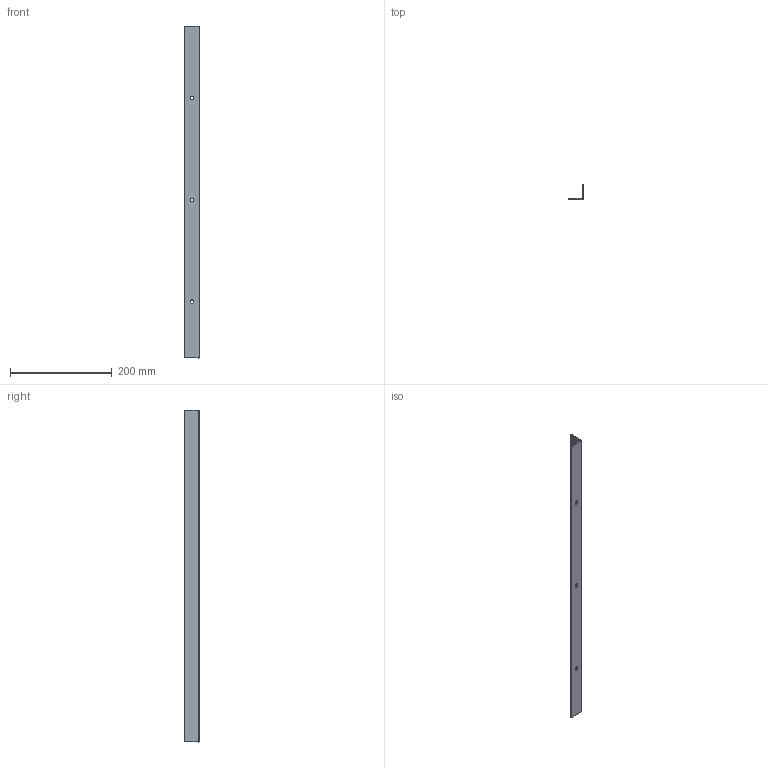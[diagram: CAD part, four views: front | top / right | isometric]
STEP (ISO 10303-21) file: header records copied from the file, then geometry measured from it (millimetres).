
FILE_DESCRIPTION(/* description */ (''),/* implementation_level */ '2;1');
FILE_NAME(/* name */ 'AC2_C_EA_25VT_01.step',/* time_stamp */ '2022-03-16T12:18:59+00:00',/* author */ (''),/* organization */ (''),/* preprocessor_version */ 'ST-DEVELOPER v18.1',/* originating_system */ 'Autodesk Translation Framework v10.13.0.1454',/* authorisation */ '');
FILE_SCHEMA (('AUTOMOTIVE_DESIGN { 1 0 10303 214 3 1 1 }'));
Length unit declared in the file: millimetre
Products named in the file (2): AC2_C_EA_25VT; AC2_C_EA_25VT_1
Assembly tree (1 placements, depth 2):
  AC2_C_EA_25VT
    AC2_C_EA_25VT_1
Bounding box: 30 x 30 x 653 mm (x, y, z)
Volume: 75412 mm3; surface area: 78072.3 mm2
Topology: 1 solids, 1 shells, 13 faces, 33 edges, 22 vertices
Faces by surface type: plane 8, cylinder 5
Full cylindrical faces by diameter (mm): 7 x3
Entity records: 462 total; most frequent: DIRECTION 75, CARTESIAN_POINT 71, ORIENTED_EDGE 66, EDGE_CURVE 33, AXIS2_PLACEMENT_3D 26, LINE 23, VECTOR 23, VERTEX_POINT 22
